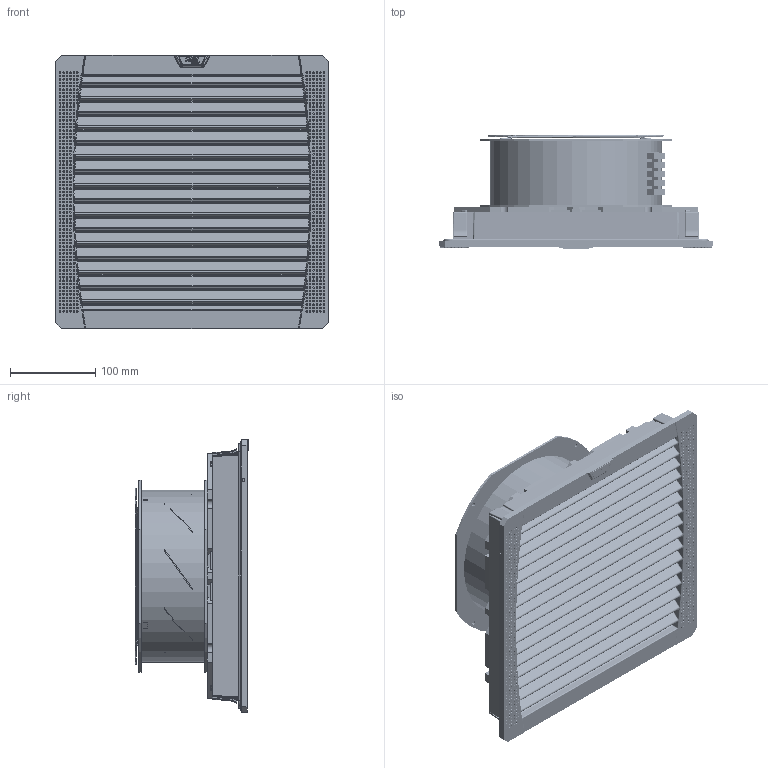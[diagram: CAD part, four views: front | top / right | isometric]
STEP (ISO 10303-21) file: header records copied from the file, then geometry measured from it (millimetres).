
FILE_DESCRIPTION(/* description */ (''),/* implementation_level */ '2;1');
FILE_NAME(/* name */ 'MF 291.550.stp',/* time_stamp */ '2024-02-13T16:47:46+03:00',/* author */ ('Василий'),/* organization */ (''),/* preprocessor_version */ 'ST-DEVELOPER v18.1',/* originating_system */ 'Autodesk Inventor 2022',/* authorisation */ '');
FILE_SCHEMA (('AUTOMOTIVE_DESIGN { 1 0 10303 214 3 1 1 }'));
Length unit declared in the file: millimetre
Products named in the file (1): MF 291.550_EM
Bounding box: 320.37 x 133.35 x 320.37 mm (x, y, z)
Volume: 1498883.4 mm3; surface area: 804046.1 mm2
Topology: 1 solids, 1 shells, 3350 faces, 7778 edges, 4984 vertices
Faces by surface type: sphere 846, plane 776, cylinder 769, torus 495, bspline 462, cone 2
Full cylindrical faces by diameter (mm): 1.4 x16, 4 x8, 4.5 x8, 6 x4, 92 x1, 200 x1, 245 x1, 249 x1
Entity records: 150221 total; most frequent: CARTESIAN_POINT 70566, DIRECTION 15715, ORIENTED_EDGE 15392, EDGE_CURVE 7696, AXIS2_PLACEMENT_3D 6486, VERTEX_POINT 4984, EDGE_LOOP 4414, CIRCLE 3409
